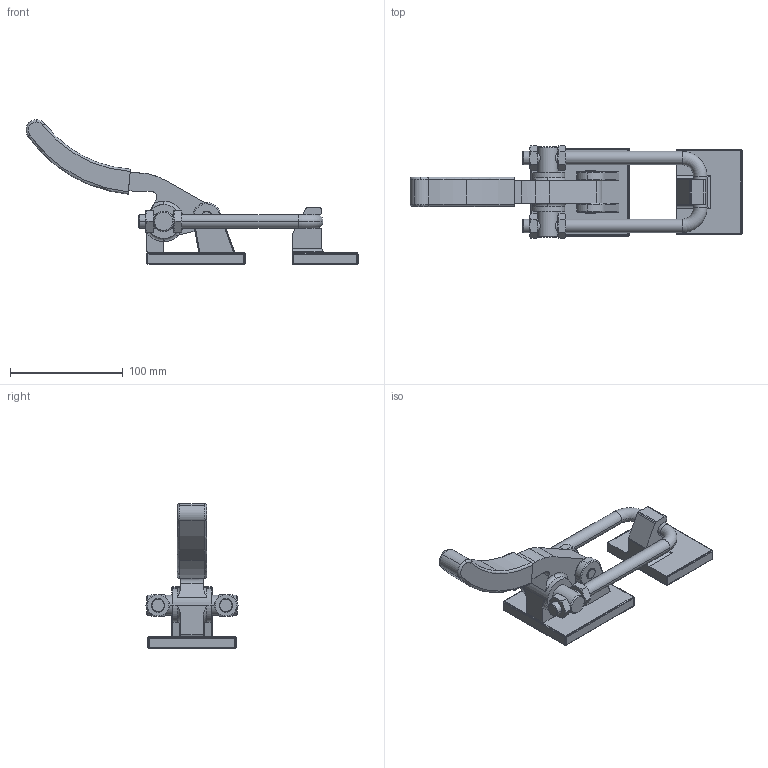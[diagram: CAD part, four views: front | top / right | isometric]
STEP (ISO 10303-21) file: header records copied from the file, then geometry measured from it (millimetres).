
FILE_DESCRIPTION(('CATIA V5 STEP Exchange'),'2;1');
FILE_NAME('VERSCHLUSSSPANNER_TS_HC_3730_357901.stp','2018-08-16T12:06:38+00:00',('none'),('none'),'CATIA Version 5 Release 19 SP 9 (IN-10)','CATIA V5 STEP AP214','none');
FILE_SCHEMA(('AUTOMOTIVE_DESIGN { 1 0 10303 214 1 1 1 1 }'));
Length unit declared in the file: millimetre
Products named in the file (1): VERSCHLUSSSPANNER_TS_HC_3730_357901
Bounding box: 294.05 x 81.94 x 128 mm (x, y, z)
Volume: 321148.3 mm3; surface area: 101031.5 mm2
Topology: 13 solids, 13 shells, 322 faces, 778 edges, 479 vertices
Faces by surface type: cylinder 147, plane 89, cone 60, torus 26
Entity records: 10332 total; most frequent: CARTESIAN_POINT 3316, ORIENTED_EDGE 1556, DIRECTION 1144, EDGE_CURVE 778, AXIS2_PLACEMENT_3D 539, VERTEX_POINT 479, EDGE_LOOP 339, ADVANCED_FACE 322
